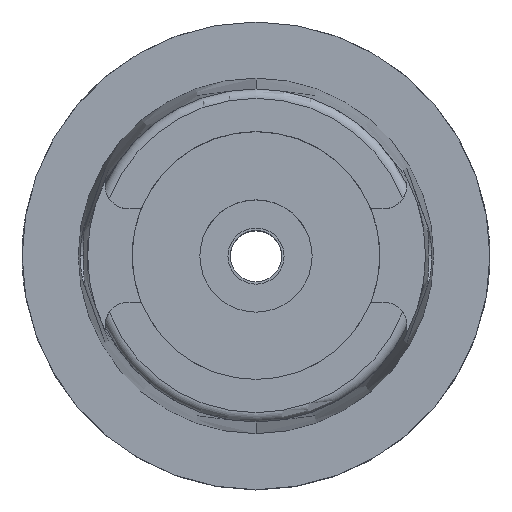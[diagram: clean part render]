
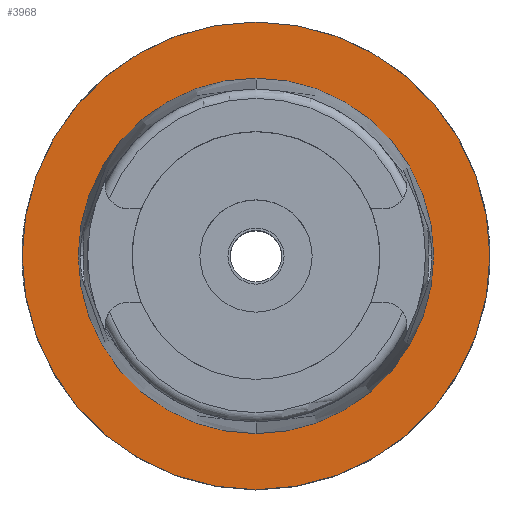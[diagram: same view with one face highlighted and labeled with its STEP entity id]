
A CAD part, top view. The second image highlights one B-rep face of the part: STEP entity #3968.
In plain terms, the highlighted planar face has unit normal (0, 0, 1).
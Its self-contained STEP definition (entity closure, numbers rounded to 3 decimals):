
#1957=CARTESIAN_POINT('',(0.,0.,0.));
#1958=DIRECTION('',(0.,0.,-1.));
#1959=DIRECTION('',(0.,-1.,0.));
#1960=AXIS2_PLACEMENT_3D('',#1957,#1958,#1959);
#1965=CARTESIAN_POINT('',(0.,0.,0.));
#1966=DIRECTION('',(0.,0.,-1.));
#1967=DIRECTION('',(0.,1.,0.));
#1968=AXIS2_PLACEMENT_3D('',#1965,#1966,#1967);
#1973=CARTESIAN_POINT('',(0.,0.,0.));
#1974=DIRECTION('',(0.,0.,1.));
#1975=DIRECTION('',(0.,-1.,0.));
#1976=AXIS2_PLACEMENT_3D('',#1973,#1974,#1975);
#1981=CARTESIAN_POINT('',(0.,0.,0.));
#1982=DIRECTION('',(0.,0.,1.));
#1983=DIRECTION('',(0.,1.,0.));
#1984=AXIS2_PLACEMENT_3D('',#1981,#1982,#1983);
#2281=CARTESIAN_POINT('',(0.,-38.,0.));
#2282=VERTEX_POINT('',#2281);
#2283=CARTESIAN_POINT('',(0.,38.,0.));
#2284=VERTEX_POINT('',#2283);
#2522=CARTESIAN_POINT('',(0.,50.,0.));
#2523=VERTEX_POINT('',#2522);
#2524=CARTESIAN_POINT('',(0.,-50.,0.));
#2525=VERTEX_POINT('',#2524);
#3955=CARTESIAN_POINT('',(0.,0.,0.));
#3956=DIRECTION('',(0.,0.,1.));
#3957=DIRECTION('',(0.,1.,0.));
#3958=AXIS2_PLACEMENT_3D('',#3955,#3956,#3957);
#3959=PLANE('',#3958);
#3960=ORIENTED_EDGE('',*,*,#3720,.T.);
#3961=ORIENTED_EDGE('',*,*,#3829,.T.);
#3962=EDGE_LOOP('',(#3960,#3961));
#3963=FACE_OUTER_BOUND('',#3962,.F.);
#3964=ORIENTED_EDGE('',*,*,#2760,.T.);
#3965=ORIENTED_EDGE('',*,*,#2731,.T.);
#3966=EDGE_LOOP('',(#3964,#3965));
#3967=FACE_BOUND('',#3966,.F.);
#1961=CIRCLE('',#1960,50.);
#1969=CIRCLE('',#1968,50.);
#1977=CIRCLE('',#1976,38.);
#1985=CIRCLE('',#1984,38.);
#2731=EDGE_CURVE('',#2284,#2282,#1985,.T.);
#2760=EDGE_CURVE('',#2282,#2284,#1977,.T.);
#3720=EDGE_CURVE('',#2525,#2523,#1961,.T.);
#3829=EDGE_CURVE('',#2523,#2525,#1969,.T.);
#3968=ADVANCED_FACE('',(#3963,#3967),#3959,.T.);
